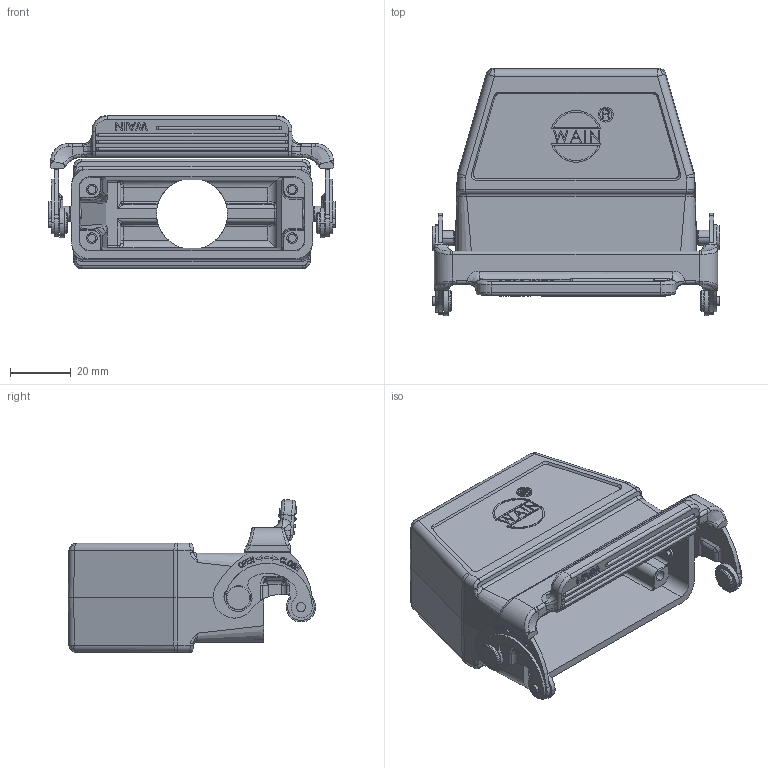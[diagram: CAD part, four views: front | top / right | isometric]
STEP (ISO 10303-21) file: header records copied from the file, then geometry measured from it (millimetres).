
FILE_DESCRIPTION((''),'2;1');
FILE_NAME('BREP_WITH_VOIDS_57275','2024-01-26T',('11539'),(''),'PRO/ENGINEER BY PARAMETRIC TECHNOLOGY CORPORATION, 2012480','PRO/ENGINEER BY PARAMETRIC TECHNOLOGY CORPORATION, 2012480','');
FILE_SCHEMA(('CONFIG_CONTROL_DESIGN'));
Length unit declared in the file: inch
Products named in the file (1): BREP_WITH_VOIDS_57275
Bounding box: 94.7 x 81.63 x 50.4 mm (x, y, z)
Volume: 74068.1 mm3; surface area: 36872.9 mm2
Topology: 1 solids, 13 shells, 1315 faces, 3514 edges, 2295 vertices
Faces by surface type: plane 625, cylinder 270, extrusion 236, bspline 105, cone 30, sphere 28, torus 21
Entity records: 48631 total; most frequent: CARTESIAN_POINT 17505, ORIENTED_EDGE 6964, DIRECTION 5398, EDGE_CURVE 3482, VERTEX_POINT 2295, VECTOR 2170, LINE 1934, AXIS2_PLACEMENT_3D 1614
